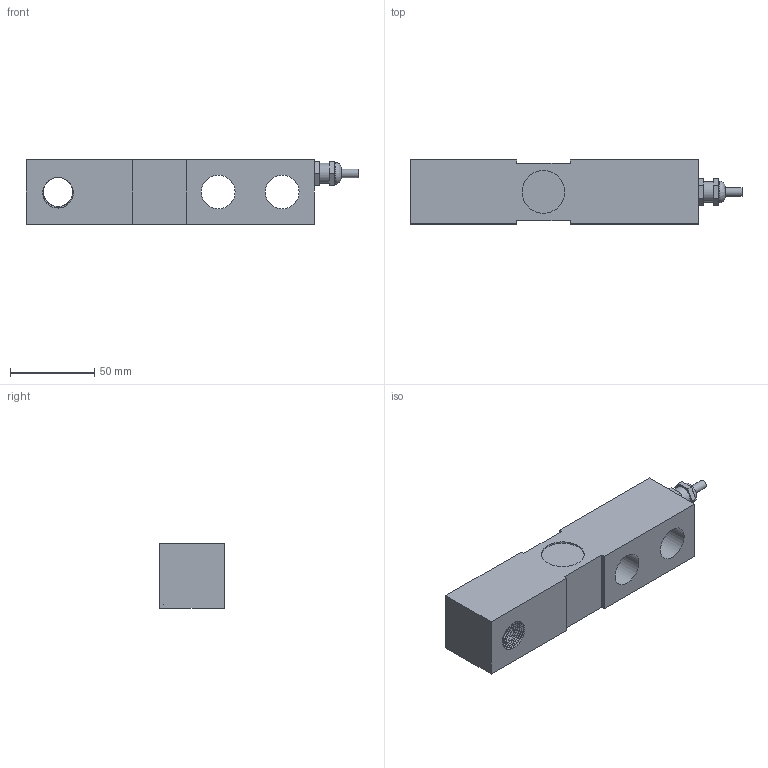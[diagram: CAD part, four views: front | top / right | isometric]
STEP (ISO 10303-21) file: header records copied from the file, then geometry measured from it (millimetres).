
FILE_DESCRIPTION(/* description */ (''),/* implementation_level */ '2;1');
FILE_NAME(/* name */ '563YS-(5-10)klb v2.step',/* time_stamp */ '2020-02-06T14:49:17-08:00',/* author */ (''),/* organization */ (''),/* preprocessor_version */ 'ST-DEVELOPER v18',/* originating_system */ 'Autodesk Translation Framework v8.12.0.6',/* authorisation */ '');
FILE_SCHEMA (('AUTOMOTIVE_DESIGN { 1 0 10303 214 3 1 1 }'));
Length unit declared in the file: inch
Products named in the file (2): 563YS-(5-10)klb; Connector
Assembly tree (1 placements, depth 2):
  563YS-(5-10)klb
    Connector
Bounding box: 197.48 x 38.1 x 38.1 mm (x, y, z)
Volume: 211724.1 mm3; surface area: 37008.9 mm2
Topology: 2 solids, 2 shells, 90 faces, 216 edges, 138 vertices
Faces by surface type: cylinder 50, plane 36, bspline 3, cone 1
Full cylindrical faces by diameter (mm): 5.1 x1, 10 x1, 12 x2, 13 x1, 17.501 x22, 19.05 x14, 20.066 x3, 25.4 x2
Entity records: 5859 total; most frequent: CARTESIAN_POINT 3817, ORIENTED_EDGE 430, DIRECTION 359, EDGE_CURVE 215, VERTEX_POINT 138, LINE 121, VECTOR 121, AXIS2_PLACEMENT_3D 119
